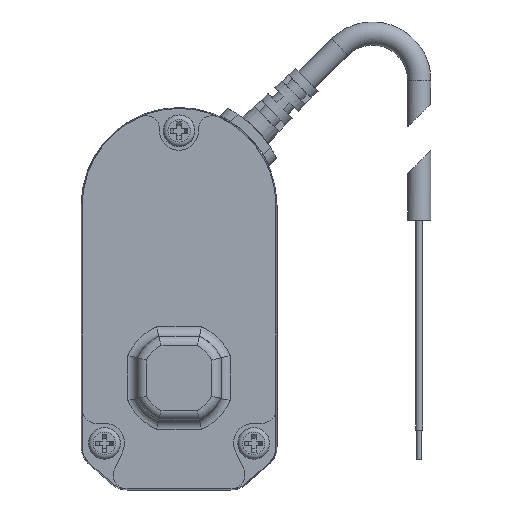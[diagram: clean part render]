
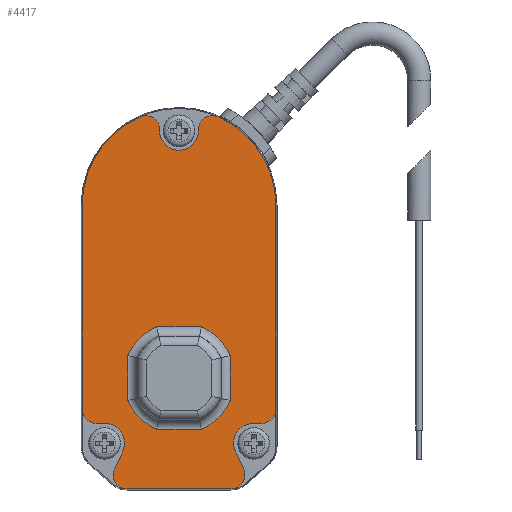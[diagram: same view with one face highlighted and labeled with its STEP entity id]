
A CAD part, front view. The second image highlights one B-rep face of the part: STEP entity #4417.
In plain terms, the highlighted planar face has unit normal (0, -1, 0).
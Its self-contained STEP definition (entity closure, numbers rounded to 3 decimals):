
#118=LINE('',#6678,#527);
#119=LINE('',#6683,#528);
#120=LINE('',#6687,#529);
#121=LINE('',#6691,#530);
#122=LINE('',#6697,#531);
#123=LINE('',#6701,#532);
#124=LINE('',#6705,#533);
#125=LINE('',#6709,#534);
#126=LINE('',#6713,#535);
#127=LINE('',#6717,#536);
#128=LINE('',#6721,#537);
#129=LINE('',#6727,#538);
#130=LINE('',#6731,#539);
#527=VECTOR('',#5354,1000.);
#528=VECTOR('',#5357,1000.);
#529=VECTOR('',#5360,1000.);
#530=VECTOR('',#5363,1000.);
#531=VECTOR('',#5368,1000.);
#532=VECTOR('',#5371,1000.);
#533=VECTOR('',#5374,1000.);
#534=VECTOR('',#5377,1000.);
#535=VECTOR('',#5380,1000.);
#536=VECTOR('',#5383,1000.);
#537=VECTOR('',#5386,1000.);
#538=VECTOR('',#5391,1000.);
#539=VECTOR('',#5394,1000.);
#1101=ORIENTED_EDGE('',*,*,#2322,.T.);
#1102=ORIENTED_EDGE('',*,*,#2323,.T.);
#1103=ORIENTED_EDGE('',*,*,#2324,.T.);
#1104=ORIENTED_EDGE('',*,*,#2325,.T.);
#1105=ORIENTED_EDGE('',*,*,#2326,.T.);
#1106=ORIENTED_EDGE('',*,*,#2327,.T.);
#1107=ORIENTED_EDGE('',*,*,#2328,.T.);
#1108=ORIENTED_EDGE('',*,*,#2329,.T.);
#1109=ORIENTED_EDGE('',*,*,#2330,.T.);
#1110=ORIENTED_EDGE('',*,*,#2331,.T.);
#1111=ORIENTED_EDGE('',*,*,#2332,.T.);
#1112=ORIENTED_EDGE('',*,*,#2333,.T.);
#1113=ORIENTED_EDGE('',*,*,#2334,.T.);
#1114=ORIENTED_EDGE('',*,*,#2335,.T.);
#1115=ORIENTED_EDGE('',*,*,#2336,.T.);
#1116=ORIENTED_EDGE('',*,*,#2337,.T.);
#1117=ORIENTED_EDGE('',*,*,#2338,.T.);
#1118=ORIENTED_EDGE('',*,*,#2339,.T.);
#1119=ORIENTED_EDGE('',*,*,#2340,.T.);
#1120=ORIENTED_EDGE('',*,*,#2341,.T.);
#1121=ORIENTED_EDGE('',*,*,#2342,.T.);
#1122=ORIENTED_EDGE('',*,*,#2343,.T.);
#1123=ORIENTED_EDGE('',*,*,#2344,.T.);
#1124=ORIENTED_EDGE('',*,*,#2345,.T.);
#1125=ORIENTED_EDGE('',*,*,#2346,.T.);
#1126=ORIENTED_EDGE('',*,*,#2347,.T.);
#1127=ORIENTED_EDGE('',*,*,#2348,.T.);
#1128=ORIENTED_EDGE('',*,*,#2349,.T.);
#2322=EDGE_CURVE('',#2942,#2943,#118,.F.);
#2323=EDGE_CURVE('',#2943,#2944,#3351,.F.);
#2324=EDGE_CURVE('',#2944,#2945,#119,.F.);
#2325=EDGE_CURVE('',#2945,#2946,#3352,.F.);
#2326=EDGE_CURVE('',#2946,#2947,#120,.F.);
#2327=EDGE_CURVE('',#2947,#2948,#3353,.F.);
#2328=EDGE_CURVE('',#2948,#2949,#121,.F.);
#2329=EDGE_CURVE('',#2949,#2942,#3354,.F.);
#2330=EDGE_CURVE('',#2950,#2951,#3355,.T.);
#2331=EDGE_CURVE('',#2951,#2952,#122,.T.);
#2332=EDGE_CURVE('',#2952,#2953,#3356,.T.);
#2333=EDGE_CURVE('',#2953,#2954,#123,.T.);
#2334=EDGE_CURVE('',#2954,#2955,#3357,.T.);
#2335=EDGE_CURVE('',#2955,#2956,#124,.T.);
#2336=EDGE_CURVE('',#2956,#2957,#3358,.T.);
#2337=EDGE_CURVE('',#2957,#2958,#125,.T.);
#2338=EDGE_CURVE('',#2958,#2959,#3359,.T.);
#2339=EDGE_CURVE('',#2959,#2960,#126,.T.);
#2340=EDGE_CURVE('',#2960,#2961,#3360,.T.);
#2341=EDGE_CURVE('',#2961,#2962,#127,.T.);
#2342=EDGE_CURVE('',#2962,#2963,#3361,.T.);
#2343=EDGE_CURVE('',#2963,#2964,#128,.T.);
#2344=EDGE_CURVE('',#2964,#2965,#3362,.T.);
#2345=EDGE_CURVE('',#2965,#2966,#3363,.T.);
#2346=EDGE_CURVE('',#2966,#2967,#129,.T.);
#2347=EDGE_CURVE('',#2967,#2968,#3364,.T.);
#2348=EDGE_CURVE('',#2968,#2969,#130,.T.);
#2349=EDGE_CURVE('',#2969,#2950,#3365,.T.);
#2942=VERTEX_POINT('',#6679);
#2943=VERTEX_POINT('',#6680);
#2944=VERTEX_POINT('',#6682);
#2945=VERTEX_POINT('',#6684);
#2946=VERTEX_POINT('',#6686);
#2947=VERTEX_POINT('',#6688);
#2948=VERTEX_POINT('',#6690);
#2949=VERTEX_POINT('',#6692);
#2950=VERTEX_POINT('',#6695);
#2951=VERTEX_POINT('',#6696);
#2952=VERTEX_POINT('',#6698);
#2953=VERTEX_POINT('',#6700);
#2954=VERTEX_POINT('',#6702);
#2955=VERTEX_POINT('',#6704);
#2956=VERTEX_POINT('',#6706);
#2957=VERTEX_POINT('',#6708);
#2958=VERTEX_POINT('',#6710);
#2959=VERTEX_POINT('',#6712);
#2960=VERTEX_POINT('',#6714);
#2961=VERTEX_POINT('',#6716);
#2962=VERTEX_POINT('',#6718);
#2963=VERTEX_POINT('',#6720);
#2964=VERTEX_POINT('',#6722);
#2965=VERTEX_POINT('',#6724);
#2966=VERTEX_POINT('',#6726);
#2967=VERTEX_POINT('',#6728);
#2968=VERTEX_POINT('',#6730);
#2969=VERTEX_POINT('',#6732);
#3351=CIRCLE('',#4785,12.);
#3352=CIRCLE('',#4786,12.);
#3353=CIRCLE('',#4787,12.);
#3354=CIRCLE('',#4788,12.);
#3355=CIRCLE('',#4789,20.77);
#3356=CIRCLE('',#4790,3.);
#3357=CIRCLE('',#4791,4.3);
#3358=CIRCLE('',#4792,3.);
#3359=CIRCLE('',#4793,3.);
#3360=CIRCLE('',#4794,4.3);
#3361=CIRCLE('',#4795,3.);
#3362=CIRCLE('',#4796,20.77);
#3363=CIRCLE('',#4797,3.);
#3364=CIRCLE('',#4798,4.15);
#3365=CIRCLE('',#4799,3.);
#3546=EDGE_LOOP('',(#1101,#1102,#1103,#1104,#1105,#1106,#1107,#1108));
#3547=EDGE_LOOP('',(#1109,#1110,#1111,#1112,#1113,#1114,#1115,#1116,#1117,
#1118,#1119,#1120,#1121,#1122,#1123,#1124,#1125,#1126,#1127,#1128));
#3907=FACE_BOUND('',#3546,.T.);
#3908=FACE_BOUND('',#3547,.T.);
#4227=PLANE('',#4784);
#4417=ADVANCED_FACE('',(#3907,#3908),#4227,.T.);
#4784=AXIS2_PLACEMENT_3D('',#6677,#5352,#5353);
#4785=AXIS2_PLACEMENT_3D('',#6681,#5355,#5356);
#4786=AXIS2_PLACEMENT_3D('',#6685,#5358,#5359);
#4787=AXIS2_PLACEMENT_3D('',#6689,#5361,#5362);
#4788=AXIS2_PLACEMENT_3D('',#6693,#5364,#5365);
#4789=AXIS2_PLACEMENT_3D('',#6694,#5366,#5367);
#4790=AXIS2_PLACEMENT_3D('',#6699,#5369,#5370);
#4791=AXIS2_PLACEMENT_3D('',#6703,#5372,#5373);
#4792=AXIS2_PLACEMENT_3D('',#6707,#5375,#5376);
#4793=AXIS2_PLACEMENT_3D('',#6711,#5378,#5379);
#4794=AXIS2_PLACEMENT_3D('',#6715,#5381,#5382);
#4795=AXIS2_PLACEMENT_3D('',#6719,#5384,#5385);
#4796=AXIS2_PLACEMENT_3D('',#6723,#5387,#5388);
#4797=AXIS2_PLACEMENT_3D('',#6725,#5389,#5390);
#4798=AXIS2_PLACEMENT_3D('',#6729,#5392,#5393);
#4799=AXIS2_PLACEMENT_3D('',#6733,#5395,#5396);
#5352=DIRECTION('',(0.,-1.,0.));
#5353=DIRECTION('',(0.,0.,-1.));
#5354=DIRECTION('',(0.,0.,1.));
#5355=DIRECTION('',(0.,-1.,0.));
#5356=DIRECTION('',(0.,0.,-1.));
#5357=DIRECTION('',(1.,0.,0.));
#5358=DIRECTION('',(0.,-1.,0.));
#5359=DIRECTION('',(0.,0.,-1.));
#5360=DIRECTION('',(0.,0.,-1.));
#5361=DIRECTION('',(0.,-1.,0.));
#5362=DIRECTION('',(0.,0.,-1.));
#5363=DIRECTION('',(-1.,0.,0.));
#5364=DIRECTION('',(0.,-1.,0.));
#5365=DIRECTION('',(0.,0.,-1.));
#5366=DIRECTION('',(0.,-1.,0.));
#5367=DIRECTION('',(1.,0.,0.));
#5368=DIRECTION('',(0.,0.,-1.));
#5369=DIRECTION('',(0.,-1.,0.));
#5370=DIRECTION('',(1.,0.,0.));
#5371=DIRECTION('',(1.,0.,0.));
#5372=DIRECTION('',(0.,1.,0.));
#5373=DIRECTION('',(-1.,0.,0.));
#5374=DIRECTION('',(-0.428,0.,-0.904));
#5375=DIRECTION('',(0.,-1.,0.));
#5376=DIRECTION('',(1.,0.,0.));
#5377=DIRECTION('',(1.,0.,0.));
#5378=DIRECTION('',(0.,-1.,0.));
#5379=DIRECTION('',(-1.,0.,0.));
#5380=DIRECTION('',(-0.428,0.,0.904));
#5381=DIRECTION('',(0.,1.,0.));
#5382=DIRECTION('',(1.,0.,0.));
#5383=DIRECTION('',(1.,0.,0.));
#5384=DIRECTION('',(0.,-1.,0.));
#5385=DIRECTION('',(-1.,0.,0.));
#5386=DIRECTION('',(0.,0.,1.));
#5387=DIRECTION('',(0.,-1.,0.));
#5388=DIRECTION('',(1.,0.,0.));
#5389=DIRECTION('',(0.,-1.,0.));
#5390=DIRECTION('',(1.,0.,0.));
#5391=DIRECTION('',(0.,0.,-1.));
#5392=DIRECTION('',(0.,1.,0.));
#5393=DIRECTION('',(1.,0.,0.));
#5394=DIRECTION('',(0.,0.,1.));
#5395=DIRECTION('',(0.,-1.,0.));
#5396=DIRECTION('',(-1.,0.,0.));
#6677=CARTESIAN_POINT('',(0.,12.,37.));
#6678=CARTESIAN_POINT('',(11.,12.,37.));
#6679=CARTESIAN_POINT('',(11.,12.,4.796));
#6680=CARTESIAN_POINT('',(11.,12.,-4.796));
#6681=CARTESIAN_POINT('',(0.,12.,0.));
#6682=CARTESIAN_POINT('',(4.796,12.,-11.));
#6683=CARTESIAN_POINT('',(0.,12.,-11.));
#6684=CARTESIAN_POINT('',(-4.796,12.,-11.));
#6685=CARTESIAN_POINT('',(0.,12.,0.));
#6686=CARTESIAN_POINT('',(-11.,12.,-4.796));
#6687=CARTESIAN_POINT('',(-11.,12.,37.));
#6688=CARTESIAN_POINT('',(-11.,12.,4.796));
#6689=CARTESIAN_POINT('',(0.,12.,0.));
#6690=CARTESIAN_POINT('',(-4.796,12.,11.));
#6691=CARTESIAN_POINT('',(0.,12.,11.));
#6692=CARTESIAN_POINT('',(4.796,12.,11.));
#6693=CARTESIAN_POINT('',(0.,12.,0.));
#6694=CARTESIAN_POINT('',(0.,12.,37.));
#6695=CARTESIAN_POINT('',(-8.357,12.,56.015));
#6696=CARTESIAN_POINT('',(-20.77,12.,37.));
#6697=CARTESIAN_POINT('',(-20.77,12.,37.));
#6698=CARTESIAN_POINT('',(-20.77,12.,-6.7));
#6699=CARTESIAN_POINT('',(-17.77,12.,-6.7));
#6700=CARTESIAN_POINT('',(-17.77,12.,-9.7));
#6701=CARTESIAN_POINT('',(-16.,12.,-9.7));
#6702=CARTESIAN_POINT('',(-16.,12.,-9.7));
#6703=CARTESIAN_POINT('',(-16.,12.,-14.));
#6704=CARTESIAN_POINT('',(-12.114,12.,-15.841));
#6705=CARTESIAN_POINT('',(-13.841,12.,-19.485));
#6706=CARTESIAN_POINT('',(-13.841,12.,-19.485));
#6707=CARTESIAN_POINT('',(-11.13,12.,-20.77));
#6708=CARTESIAN_POINT('',(-11.13,12.,-23.77));
#6709=CARTESIAN_POINT('',(-11.13,12.,-23.77));
#6710=CARTESIAN_POINT('',(11.13,12.,-23.77));
#6711=CARTESIAN_POINT('',(11.13,12.,-20.77));
#6712=CARTESIAN_POINT('',(13.841,12.,-19.485));
#6713=CARTESIAN_POINT('',(13.841,12.,-19.485));
#6714=CARTESIAN_POINT('',(12.114,12.,-15.841));
#6715=CARTESIAN_POINT('',(16.,12.,-14.));
#6716=CARTESIAN_POINT('',(16.,12.,-9.7));
#6717=CARTESIAN_POINT('',(16.,12.,-9.7));
#6718=CARTESIAN_POINT('',(17.77,12.,-9.7));
#6719=CARTESIAN_POINT('',(17.77,12.,-6.7));
#6720=CARTESIAN_POINT('',(20.77,12.,-6.7));
#6721=CARTESIAN_POINT('',(20.77,12.,-6.7));
#6722=CARTESIAN_POINT('',(20.77,12.,37.));
#6723=CARTESIAN_POINT('',(0.,12.,37.));
#6724=CARTESIAN_POINT('',(8.357,12.,56.015));
#6725=CARTESIAN_POINT('',(7.15,12.,53.268));
#6726=CARTESIAN_POINT('',(4.15,12.,53.268));
#6727=CARTESIAN_POINT('',(4.15,12.,53.));
#6728=CARTESIAN_POINT('',(4.15,12.,53.));
#6729=CARTESIAN_POINT('',(0.,12.,53.));
#6730=CARTESIAN_POINT('',(-4.15,12.,53.));
#6731=CARTESIAN_POINT('',(-4.15,12.,53.268));
#6732=CARTESIAN_POINT('',(-4.15,12.,53.268));
#6733=CARTESIAN_POINT('',(-7.15,12.,53.268));
